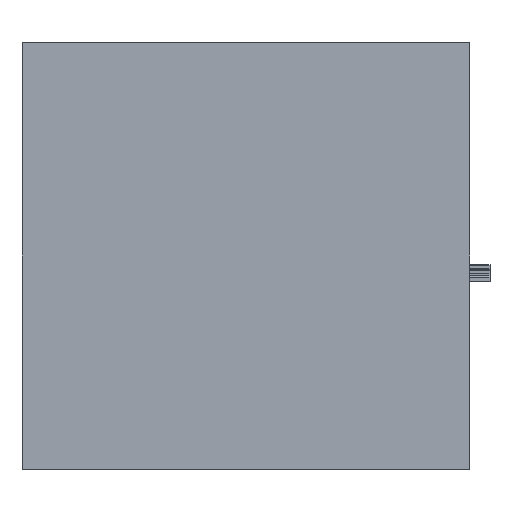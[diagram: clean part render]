
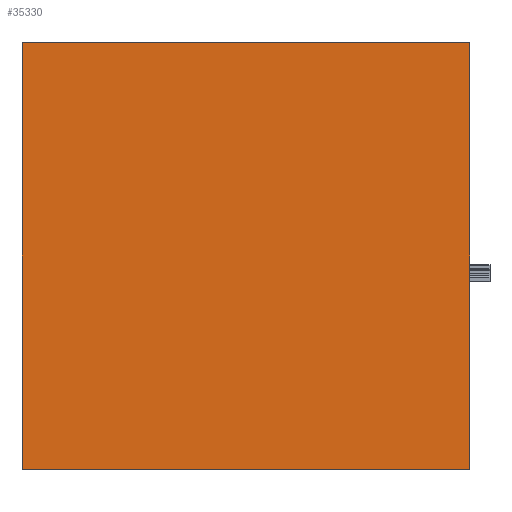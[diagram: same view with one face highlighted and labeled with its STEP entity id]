
A CAD part, front view. The second image highlights one B-rep face of the part: STEP entity #35330.
In plain terms, the highlighted planar face has unit normal (0, -1, 0).
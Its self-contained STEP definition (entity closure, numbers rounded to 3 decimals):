
#2485=LINE('',#56083,#5563);
#2489=LINE('',#56092,#5567);
#2492=LINE('',#56096,#5570);
#2494=LINE('',#56100,#5572);
#5563=VECTOR('',#43561,1.);
#5567=VECTOR('',#43567,1.);
#5570=VECTOR('',#43572,1.);
#5572=VECTOR('',#43578,1.);
#7920=PLANE('',#37842);
#10488=FACE_OUTER_BOUND('',#12890,.T.);
#12890=EDGE_LOOP('',(#27523,#27524,#27525,#27526));
#17532=VERTEX_POINT('',#56080);
#17533=VERTEX_POINT('',#56082);
#17536=VERTEX_POINT('',#56089);
#17537=VERTEX_POINT('',#56091);
#21336=EDGE_CURVE('',#17532,#17533,#2485,.T.);
#21340=EDGE_CURVE('',#17537,#17536,#2489,.T.);
#21343=EDGE_CURVE('',#17533,#17536,#2492,.T.);
#21345=EDGE_CURVE('',#17532,#17537,#2494,.T.);
#27523=ORIENTED_EDGE('',*,*,#21340,.T.);
#27524=ORIENTED_EDGE('',*,*,#21343,.F.);
#27525=ORIENTED_EDGE('',*,*,#21336,.F.);
#27526=ORIENTED_EDGE('',*,*,#21345,.T.);
#35330=ADVANCED_FACE('',(#10488),#7920,.T.);
#37842=AXIS2_PLACEMENT_3D('',#56101,#43579,#43580);
#43561=DIRECTION('',(-1.,0.,0.));
#43567=DIRECTION('',(-1.,0.,0.));
#43572=DIRECTION('',(0.,0.,1.));
#43578=DIRECTION('',(0.,0.,1.));
#43579=DIRECTION('center_axis',(0.,-1.,0.));
#43580=DIRECTION('ref_axis',(0.,0.,-1.));
#56080=CARTESIAN_POINT('',(28.642,-5.,24.5));
#56082=CARTESIAN_POINT('',(-24.858,-5.,24.5));
#56083=CARTESIAN_POINT('',(-9.608,-5.,24.5));
#56089=CARTESIAN_POINT('',(-24.858,-5.,75.5));
#56091=CARTESIAN_POINT('',(28.642,-5.,75.5));
#56092=CARTESIAN_POINT('',(15.892,-5.,75.5));
#56096=CARTESIAN_POINT('',(-24.858,-5.,66.));
#56100=CARTESIAN_POINT('',(28.642,-5.,15.));
#56101=CARTESIAN_POINT('Origin',(3.142,-5.,40.5));
